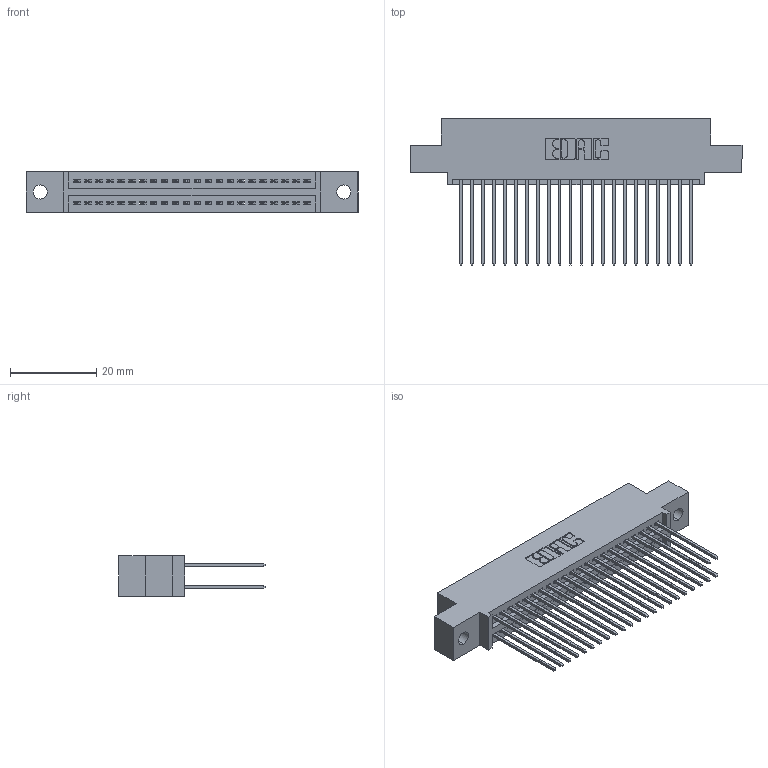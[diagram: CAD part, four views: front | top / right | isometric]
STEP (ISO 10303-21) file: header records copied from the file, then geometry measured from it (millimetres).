
FILE_DESCRIPTION (( 'STEP AP203' ), '1' );
FILE_NAME ('395-044-541-502.STEP', '2019-10-19T02:25:03', ( '' ), ( '' ), 'SwSTEP 2.0', 'SolidWorks 2016', '' );
FILE_SCHEMA (( 'CONFIG_CONTROL_DESIGN' ));
Length unit declared in the file: inch
Products named in the file (3): 345 Part_0.110 Offset - 0.128 Dia; 345-292-001_345-293-141; 395-044-541-502
Assembly tree (45 placements, depth 2):
  395-044-541-502
    345 Part_0.110 Offset - 0.128 Dia
    345-292-001_345-293-141  x44
Bounding box: 77.09 x 33.96 x 9.4 mm (x, y, z)
Volume: 7445.2 mm3; surface area: 11624.7 mm2
Topology: 45 solids, 45 shells, 2330 faces, 6909 edges, 4546 vertices
Faces by surface type: plane 1536, cylinder 794
Entity records: 20107 total; most frequent: CARTESIAN_POINT 3392, ORIENTED_EDGE 3326, DIRECTION 3015, EDGE_CURVE 1663, LINE 1443, VECTOR 1443, VERTEX_POINT 1106, AXIS2_PLACEMENT_3D 786
